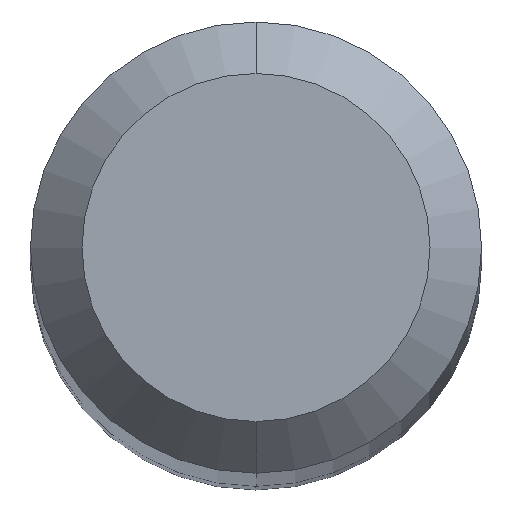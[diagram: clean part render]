
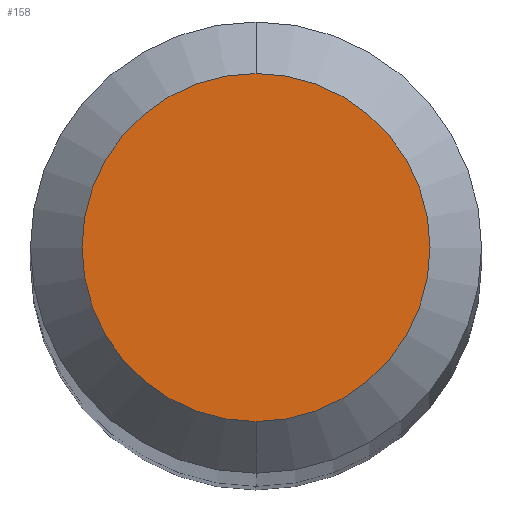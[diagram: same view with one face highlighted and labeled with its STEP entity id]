
A CAD part, top view. The second image highlights one B-rep face of the part: STEP entity #158.
In plain terms, the highlighted planar face has unit normal (0, 0, 1).
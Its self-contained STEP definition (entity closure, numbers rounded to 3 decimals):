
#1 = AXIS2_PLACEMENT_3D ( 'NONE', #155, #332, #283 ) ;
#5 = AXIS2_PLACEMENT_3D ( 'NONE', #34, #26, #266 ) ;
#17 = CARTESIAN_POINT ( 'NONE',  ( 0., 0., 38. ) ) ;
#21 = CARTESIAN_POINT ( 'NONE',  ( 0., 0.675, 38. ) ) ;
#26 = DIRECTION ( 'NONE',  ( 0., 0., -1. ) ) ;
#30 = ORIENTED_EDGE ( 'NONE', *, *, #190, .F. ) ;
#33 = VERTEX_POINT ( 'NONE', #35 ) ;
#34 = CARTESIAN_POINT ( 'NONE',  ( 0., 0., 38. ) ) ;
#35 = CARTESIAN_POINT ( 'NONE',  ( 0., -0.675, 38. ) ) ;
#49 = DIRECTION ( 'NONE',  ( 0., 1., 0. ) ) ;
#53 = CIRCLE ( 'NONE', #1, 0.675 ) ;
#66 = EDGE_LOOP ( 'NONE', ( #30, #243 ) ) ;
#100 = FACE_OUTER_BOUND ( 'NONE', #66, .T. ) ;
#120 = VERTEX_POINT ( 'NONE', #21 ) ;
#155 = CARTESIAN_POINT ( 'NONE',  ( 0., 0., 38. ) ) ;
#158 = ADVANCED_FACE ( 'NONE', ( #100 ), #306, .F. ) ;
#159 = DIRECTION ( 'NONE',  ( 0., 0., -1. ) ) ;
#190 = EDGE_CURVE ( 'NONE', #120, #33, #53, .T. ) ;
#243 = ORIENTED_EDGE ( 'NONE', *, *, #330, .F. ) ;
#266 = DIRECTION ( 'NONE',  ( 0., 1., 0. ) ) ;
#276 = AXIS2_PLACEMENT_3D ( 'NONE', #17, #159, #49 ) ;
#283 = DIRECTION ( 'NONE',  ( 0., 1., 0. ) ) ;
#306 = PLANE ( 'NONE',  #276 ) ;
#323 = CIRCLE ( 'NONE', #5, 0.675 ) ;
#330 = EDGE_CURVE ( 'NONE', #33, #120, #323, .T. ) ;
#332 = DIRECTION ( 'NONE',  ( 0., 0., -1. ) ) ;
